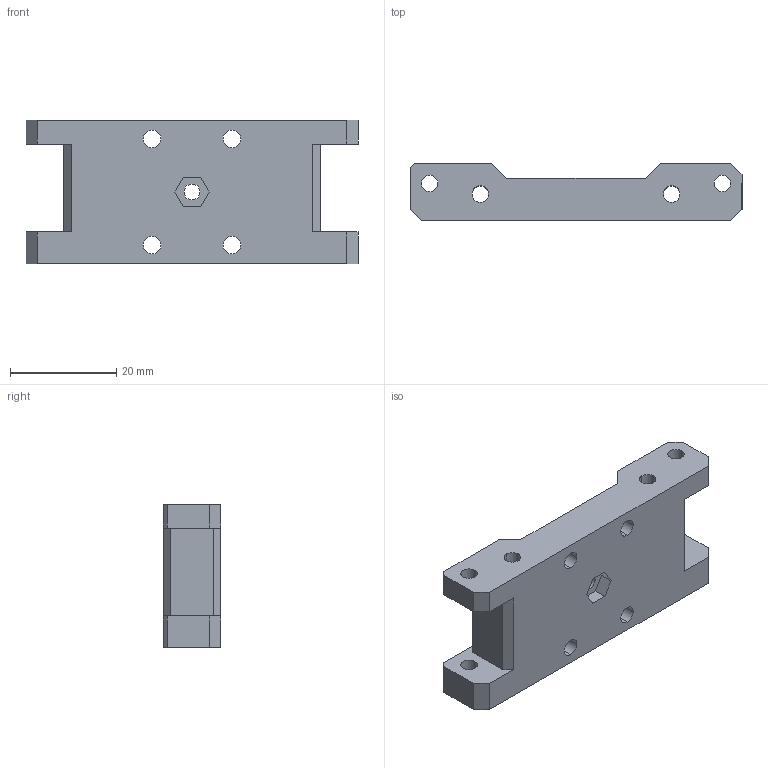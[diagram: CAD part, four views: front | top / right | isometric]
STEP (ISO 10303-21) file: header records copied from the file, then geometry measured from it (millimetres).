
FILE_DESCRIPTION (( 'STEP AP203' ), '1' );
FILE_NAME ('blv-10mm-X carriage top MGN12C_v1.STEP', '2019-06-05T08:07:17', ( '' ), ( '' ), 'SwSTEP 2.0', 'SolidWorks 2016', '' );
FILE_SCHEMA (( 'CONFIG_CONTROL_DESIGN' ));
Length unit declared in the file: millimetre
Products named in the file (2): blv-10mm-X carriage top MGN12C_v1
Bounding box: 62.43 x 10.83 x 27 mm (x, y, z)
Volume: 11962.6 mm3; surface area: 6118.4 mm2
Topology: 1 solids, 1 shells, 85 faces, 231 edges, 155 vertices
Faces by surface type: plane 55, cylinder 30
Entity records: 2881 total; most frequent: CARTESIAN_POINT 480, ORIENTED_EDGE 462, DIRECTION 458, EDGE_CURVE 231, VECTOR 164, LINE 164, VERTEX_POINT 155, AXIS2_PLACEMENT_3D 147
